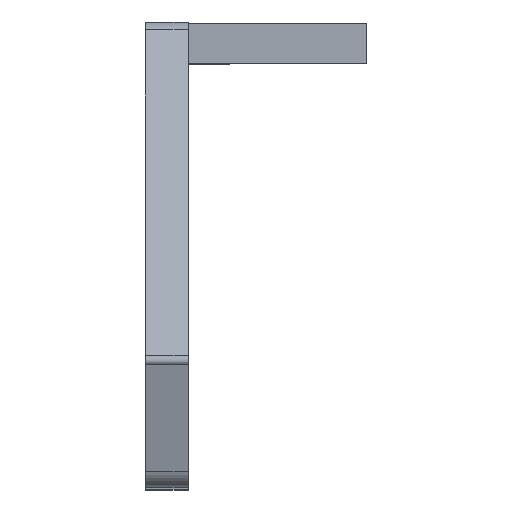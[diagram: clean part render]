
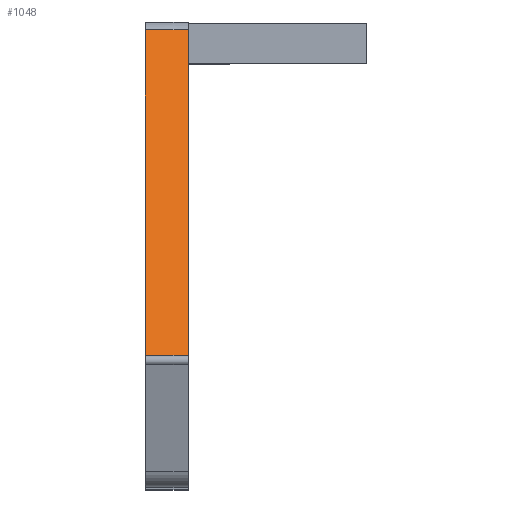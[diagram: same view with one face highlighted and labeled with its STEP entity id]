
A CAD part, top view. The second image highlights one B-rep face of the part: STEP entity #1048.
In plain terms, the highlighted planar face has unit normal (0, 0.707, 0.707).
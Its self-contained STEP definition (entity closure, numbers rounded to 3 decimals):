
#48=PLANE('',#1152);
#96=FACE_OUTER_BOUND('',#154,.T.);
#154=EDGE_LOOP('',(#929,#930,#931,#932));
#226=LINE('',#1620,#342);
#262=LINE('',#1717,#378);
#272=LINE('',#1744,#388);
#273=LINE('',#1746,#389);
#342=VECTOR('',#1300,10.);
#378=VECTOR('',#1400,10.);
#388=VECTOR('',#1422,10.);
#389=VECTOR('',#1425,10.);
#495=VERTEX_POINT('',#1617);
#496=VERTEX_POINT('',#1619);
#524=VERTEX_POINT('',#1714);
#525=VERTEX_POINT('',#1716);
#612=EDGE_CURVE('',#495,#496,#226,.T.);
#661=EDGE_CURVE('',#524,#525,#262,.T.);
#676=EDGE_CURVE('',#496,#524,#272,.T.);
#677=EDGE_CURVE('',#525,#495,#273,.T.);
#929=ORIENTED_EDGE('',*,*,#677,.F.);
#930=ORIENTED_EDGE('',*,*,#661,.F.);
#931=ORIENTED_EDGE('',*,*,#676,.F.);
#932=ORIENTED_EDGE('',*,*,#612,.F.);
#1048=ADVANCED_FACE('',(#96),#48,.T.);
#1152=AXIS2_PLACEMENT_3D('',#1745,#1423,#1424);
#1300=DIRECTION('',(0.,-0.707,0.707));
#1400=DIRECTION('',(0.,0.707,-0.707));
#1422=DIRECTION('',(-1.,0.,0.));
#1423=DIRECTION('center_axis',(0.,0.707,0.707));
#1424=DIRECTION('ref_axis',(0.,0.707,-0.707));
#1425=DIRECTION('',(1.,0.,0.));
#1617=CARTESIAN_POINT('',(-5.274,41.268,187.732));
#1619=CARTESIAN_POINT('',(-5.274,10.891,218.109));
#1620=CARTESIAN_POINT('',(-5.274,12.599,216.401));
#1714=CARTESIAN_POINT('',(-9.274,10.891,218.109));
#1716=CARTESIAN_POINT('',(-9.274,41.268,187.732));
#1717=CARTESIAN_POINT('',(-9.274,12.599,216.401));
#1744=CARTESIAN_POINT('',(-5.274,10.891,218.109));
#1745=CARTESIAN_POINT('Origin',(-5.274,10.891,218.109));
#1746=CARTESIAN_POINT('',(-5.274,41.268,187.732));
